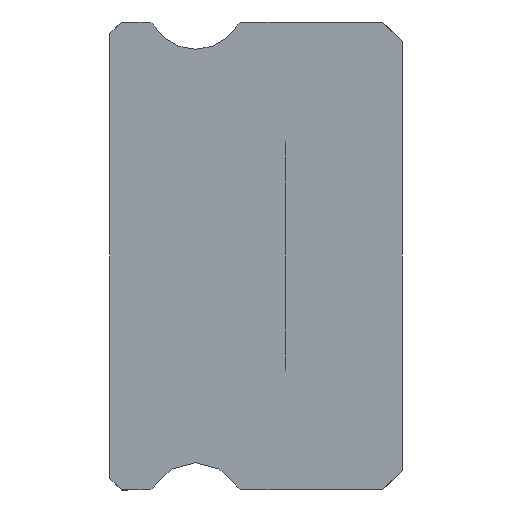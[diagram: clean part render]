
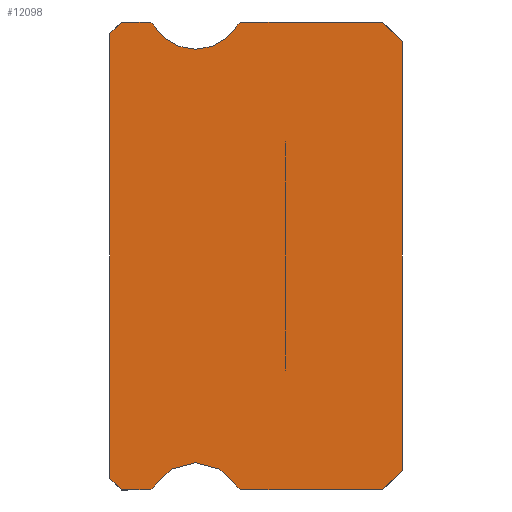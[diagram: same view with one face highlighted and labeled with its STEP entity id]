
A CAD part, left-side view. The second image highlights one B-rep face of the part: STEP entity #12098.
In plain terms, the highlighted planar face has unit normal (-1, 0, 0).
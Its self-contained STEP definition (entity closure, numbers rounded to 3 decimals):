
#65 = DIRECTION ( 'NONE',  ( 0., 1., 0. ) ) ;
#245 = CARTESIAN_POINT ( 'NONE',  ( -7.5, 0.5, 6. ) ) ;
#249 = EDGE_CURVE ( 'NONE', #10932, #6170, #623, .T. ) ;
#259 = EDGE_CURVE ( 'NONE', #12016, #3084, #7153, .T. ) ;
#268 = LINE ( 'NONE', #3072, #7867 ) ;
#341 = CIRCLE ( 'NONE', #8757, 1.25 ) ;
#396 = LINE ( 'NONE', #11870, #11069 ) ;
#623 = LINE ( 'NONE', #5364, #5362 ) ;
#754 = AXIS2_PLACEMENT_3D ( 'NONE', #11725, #5432, #12025 ) ;
#1006 = CARTESIAN_POINT ( 'NONE',  ( -7.5, 6.512, -6. ) ) ;
#1169 = VECTOR ( 'NONE', #11186, 1000. ) ;
#1591 = EDGE_CURVE ( 'NONE', #5662, #8062, #3551, .T. ) ;
#1676 = CARTESIAN_POINT ( 'NONE',  ( -7.5, 4.217, -5.925 ) ) ;
#1778 = CARTESIAN_POINT ( 'NONE',  ( -7.5, 7.2, -6. ) ) ;
#1886 = ORIENTED_EDGE ( 'NONE', *, *, #2588, .F. ) ;
#2059 = EDGE_CURVE ( 'NONE', #5947, #2473, #7047, .T. ) ;
#2071 = CARTESIAN_POINT ( 'NONE',  ( -7.5, 0., 5.5 ) ) ;
#2108 = ORIENTED_EDGE ( 'NONE', *, *, #7842, .F. ) ;
#2233 = CIRCLE ( 'NONE', #4775, 0.15 ) ;
#2372 = ORIENTED_EDGE ( 'NONE', *, *, #259, .T. ) ;
#2430 = PLANE ( 'NONE',  #3959 ) ;
#2473 = VERTEX_POINT ( 'NONE', #11650 ) ;
#2516 = VECTOR ( 'NONE', #10811, 1000. ) ;
#2524 = CIRCLE ( 'NONE', #754, 0.15 ) ;
#2588 = EDGE_CURVE ( 'NONE', #2473, #3543, #268, .T. ) ;
#2597 = VERTEX_POINT ( 'NONE', #10499 ) ;
#2883 = VERTEX_POINT ( 'NONE', #1676 ) ;
#2957 = LINE ( 'NONE', #1006, #1169 ) ;
#3072 = CARTESIAN_POINT ( 'NONE',  ( -7.5, 6.512, -6. ) ) ;
#3084 = VERTEX_POINT ( 'NONE', #10857 ) ;
#3185 = CIRCLE ( 'NONE', #7298, 1.25 ) ;
#3246 = EDGE_CURVE ( 'NONE', #2597, #11663, #2233, .T. ) ;
#3336 = CARTESIAN_POINT ( 'NONE',  ( -7.5, 7.5, 5.7 ) ) ;
#3543 = VERTEX_POINT ( 'NONE', #8816 ) ;
#3551 = LINE ( 'NONE', #1778, #4996 ) ;
#3667 = EDGE_CURVE ( 'NONE', #6170, #4097, #8642, .T. ) ;
#3841 = VECTOR ( 'NONE', #65, 1000. ) ;
#3959 = AXIS2_PLACEMENT_3D ( 'NONE', #6134, #9894, #4887 ) ;
#3976 = DIRECTION ( 'NONE',  ( 0., -0.707, -0.707 ) ) ;
#4097 = VERTEX_POINT ( 'NONE', #2071 ) ;
#4146 = EDGE_CURVE ( 'NONE', #2883, #2597, #3185, .T. ) ;
#4169 = DIRECTION ( 'NONE',  ( 1., 0., 0. ) ) ;
#4234 = CARTESIAN_POINT ( 'NONE',  ( -7.5, 6.512, 5.85 ) ) ;
#4326 = DIRECTION ( 'NONE',  ( -1., 0., 0. ) ) ;
#4565 = VECTOR ( 'NONE', #3976, 1000. ) ;
#4602 = EDGE_CURVE ( 'NONE', #5662, #7508, #396, .T. ) ;
#4673 = ORIENTED_EDGE ( 'NONE', *, *, #2059, .F. ) ;
#4751 = CARTESIAN_POINT ( 'NONE',  ( -7.5, 7.2, -6. ) ) ;
#4775 = AXIS2_PLACEMENT_3D ( 'NONE', #8466, #7212, #7329 ) ;
#4845 = ORIENTED_EDGE ( 'NONE', *, *, #4146, .F. ) ;
#4852 = DIRECTION ( 'NONE',  ( 0., 1., 0. ) ) ;
#4887 = DIRECTION ( 'NONE',  ( 0., 0., -1. ) ) ;
#4996 = VECTOR ( 'NONE', #5494, 1000. ) ;
#5190 = DIRECTION ( 'NONE',  ( 0., 0., -1. ) ) ;
#5220 = VECTOR ( 'NONE', #11010, 1000. ) ;
#5245 = ORIENTED_EDGE ( 'NONE', *, *, #8886, .T. ) ;
#5261 = CARTESIAN_POINT ( 'NONE',  ( -7.5, 7.5, -5.7 ) ) ;
#5268 = DIRECTION ( 'NONE',  ( 0., 0., 1. ) ) ;
#5276 = CIRCLE ( 'NONE', #5690, 1.25 ) ;
#5280 = DIRECTION ( 'NONE',  ( -1., 0., 0. ) ) ;
#5362 = VECTOR ( 'NONE', #10056, 1000. ) ;
#5364 = CARTESIAN_POINT ( 'NONE',  ( -7.5, 6.512, 6. ) ) ;
#5432 = DIRECTION ( 'NONE',  ( 1., 0., 0. ) ) ;
#5450 = VERTEX_POINT ( 'NONE', #6465 ) ;
#5452 = CARTESIAN_POINT ( 'NONE',  ( -7.5, 4.217, 5.925 ) ) ;
#5490 = CARTESIAN_POINT ( 'NONE',  ( -7.5, 4.088, 6. ) ) ;
#5494 = DIRECTION ( 'NONE',  ( 0., -0.707, -0.707 ) ) ;
#5496 = ORIENTED_EDGE ( 'NONE', *, *, #3246, .F. ) ;
#5511 = LINE ( 'NONE', #9337, #8083 ) ;
#5662 = VERTEX_POINT ( 'NONE', #5261 ) ;
#5671 = VERTEX_POINT ( 'NONE', #5452 ) ;
#5690 = AXIS2_PLACEMENT_3D ( 'NONE', #10772, #4326, #11825 ) ;
#5798 = EDGE_CURVE ( 'NONE', #3084, #7508, #5511, .T. ) ;
#5947 = VERTEX_POINT ( 'NONE', #9856 ) ;
#6051 = CARTESIAN_POINT ( 'NONE',  ( -7.5, 0.5, 6. ) ) ;
#6072 = ORIENTED_EDGE ( 'NONE', *, *, #3667, .F. ) ;
#6134 = CARTESIAN_POINT ( 'NONE',  ( -7.5, 6.512, 5.85 ) ) ;
#6136 = EDGE_CURVE ( 'NONE', #12016, #9616, #10541, .T. ) ;
#6170 = VERTEX_POINT ( 'NONE', #6051 ) ;
#6235 = CARTESIAN_POINT ( 'NONE',  ( -7.5, 7.2, 6. ) ) ;
#6284 = ORIENTED_EDGE ( 'NONE', *, *, #11424, .F. ) ;
#6465 = CARTESIAN_POINT ( 'NONE',  ( -7.5, 5.3, 5.3 ) ) ;
#6748 = CARTESIAN_POINT ( 'NONE',  ( -7.5, 6.383, 5.925 ) ) ;
#7032 = ORIENTED_EDGE ( 'NONE', *, *, #10719, .F. ) ;
#7047 = LINE ( 'NONE', #8042, #2516 ) ;
#7056 = FACE_OUTER_BOUND ( 'NONE', #9793, .T. ) ;
#7153 = LINE ( 'NONE', #6235, #3841 ) ;
#7212 = DIRECTION ( 'NONE',  ( 1., 0., 0. ) ) ;
#7250 = ORIENTED_EDGE ( 'NONE', *, *, #7855, .F. ) ;
#7298 = AXIS2_PLACEMENT_3D ( 'NONE', #8201, #5280, #10022 ) ;
#7299 = LINE ( 'NONE', #11201, #5220 ) ;
#7329 = DIRECTION ( 'NONE',  ( 0., 0., -1. ) ) ;
#7378 = CARTESIAN_POINT ( 'NONE',  ( -7.5, 6.512, -6. ) ) ;
#7439 = ORIENTED_EDGE ( 'NONE', *, *, #6136, .F. ) ;
#7508 = VERTEX_POINT ( 'NONE', #3336 ) ;
#7578 = EDGE_CURVE ( 'NONE', #5947, #4097, #7299, .T. ) ;
#7842 = EDGE_CURVE ( 'NONE', #5671, #10932, #2524, .T. ) ;
#7855 = EDGE_CURVE ( 'NONE', #3543, #2883, #9177, .T. ) ;
#7867 = VECTOR ( 'NONE', #4852, 1000. ) ;
#7983 = AXIS2_PLACEMENT_3D ( 'NONE', #4234, #4169, #5190 ) ;
#8042 = CARTESIAN_POINT ( 'NONE',  ( -7.5, 0., -5.5 ) ) ;
#8062 = VERTEX_POINT ( 'NONE', #4751 ) ;
#8083 = VECTOR ( 'NONE', #10323, 1000. ) ;
#8201 = CARTESIAN_POINT ( 'NONE',  ( -7.5, 5.3, -6.55 ) ) ;
#8466 = CARTESIAN_POINT ( 'NONE',  ( -7.5, 6.512, -5.85 ) ) ;
#8642 = LINE ( 'NONE', #245, #4565 ) ;
#8749 = DIRECTION ( 'NONE',  ( -1., 0., 0. ) ) ;
#8757 = AXIS2_PLACEMENT_3D ( 'NONE', #9663, #8749, #10580 ) ;
#8806 = ORIENTED_EDGE ( 'NONE', *, *, #249, .F. ) ;
#8816 = CARTESIAN_POINT ( 'NONE',  ( -7.5, 4.088, -6. ) ) ;
#8855 = CARTESIAN_POINT ( 'NONE',  ( -7.5, 6.512, 6. ) ) ;
#8886 = EDGE_CURVE ( 'NONE', #8062, #11663, #2957, .T. ) ;
#9017 = DIRECTION ( 'NONE',  ( 0., 0., -1. ) ) ;
#9177 = CIRCLE ( 'NONE', #10351, 0.15 ) ;
#9193 = ORIENTED_EDGE ( 'NONE', *, *, #5798, .T. ) ;
#9337 = CARTESIAN_POINT ( 'NONE',  ( -7.5, 7.5, 5.7 ) ) ;
#9483 = ORIENTED_EDGE ( 'NONE', *, *, #7578, .T. ) ;
#9583 = ORIENTED_EDGE ( 'NONE', *, *, #1591, .T. ) ;
#9616 = VERTEX_POINT ( 'NONE', #6748 ) ;
#9663 = CARTESIAN_POINT ( 'NONE',  ( -7.5, 5.3, 6.55 ) ) ;
#9793 = EDGE_LOOP ( 'NONE', ( #9193, #12147, #9583, #5245, #5496, #4845, #7250, #1886, #4673, #9483, #6072, #8806, #2108, #6284, #7032, #7439, #2372 ) ) ;
#9856 = CARTESIAN_POINT ( 'NONE',  ( -7.5, 0., -5.5 ) ) ;
#9894 = DIRECTION ( 'NONE',  ( 1., 0., 0. ) ) ;
#9924 = DIRECTION ( 'NONE',  ( 1., 0., 0. ) ) ;
#10022 = DIRECTION ( 'NONE',  ( 0., 0., -1. ) ) ;
#10056 = DIRECTION ( 'NONE',  ( 0., -1., 0. ) ) ;
#10323 = DIRECTION ( 'NONE',  ( 0., 0.707, -0.707 ) ) ;
#10351 = AXIS2_PLACEMENT_3D ( 'NONE', #12085, #9924, #9017 ) ;
#10499 = CARTESIAN_POINT ( 'NONE',  ( -7.5, 6.383, -5.925 ) ) ;
#10541 = CIRCLE ( 'NONE', #7983, 0.15 ) ;
#10580 = DIRECTION ( 'NONE',  ( 0., 0., -1. ) ) ;
#10719 = EDGE_CURVE ( 'NONE', #9616, #5450, #5276, .T. ) ;
#10772 = CARTESIAN_POINT ( 'NONE',  ( -7.5, 5.3, 6.55 ) ) ;
#10811 = DIRECTION ( 'NONE',  ( 0., 0.707, -0.707 ) ) ;
#10857 = CARTESIAN_POINT ( 'NONE',  ( -7.5, 7.2, 6. ) ) ;
#10932 = VERTEX_POINT ( 'NONE', #5490 ) ;
#11010 = DIRECTION ( 'NONE',  ( 0., 0., 1. ) ) ;
#11069 = VECTOR ( 'NONE', #5268, 1000. ) ;
#11186 = DIRECTION ( 'NONE',  ( 0., -1., 0. ) ) ;
#11201 = CARTESIAN_POINT ( 'NONE',  ( -7.5, 0., 5.5 ) ) ;
#11424 = EDGE_CURVE ( 'NONE', #5450, #5671, #341, .T. ) ;
#11650 = CARTESIAN_POINT ( 'NONE',  ( -7.5, 0.5, -6. ) ) ;
#11663 = VERTEX_POINT ( 'NONE', #7378 ) ;
#11725 = CARTESIAN_POINT ( 'NONE',  ( -7.5, 4.088, 5.85 ) ) ;
#11825 = DIRECTION ( 'NONE',  ( 0., 0., -1. ) ) ;
#11870 = CARTESIAN_POINT ( 'NONE',  ( -7.5, 7.5, 5.85 ) ) ;
#12016 = VERTEX_POINT ( 'NONE', #8855 ) ;
#12025 = DIRECTION ( 'NONE',  ( 0., 0., -1. ) ) ;
#12085 = CARTESIAN_POINT ( 'NONE',  ( -7.5, 4.088, -5.85 ) ) ;
#12098 = ADVANCED_FACE ( 'NONE', ( #7056 ), #2430, .F. ) ;
#12147 = ORIENTED_EDGE ( 'NONE', *, *, #4602, .F. ) ;
